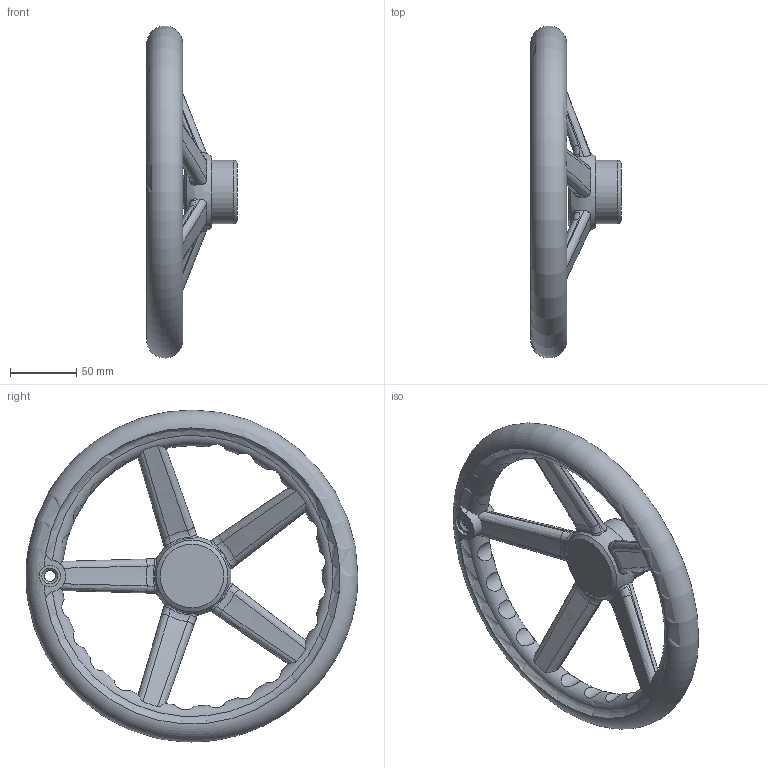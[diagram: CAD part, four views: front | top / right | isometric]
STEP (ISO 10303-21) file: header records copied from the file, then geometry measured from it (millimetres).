
FILE_DESCRIPTION(/* description */ (''),/* implementation_level */ '2;1');
FILE_NAME(/* name */ 'P_250_N.dxf',/* time_stamp */ '2012-11-23T17:27:10+08:00',/* author */ (''),/* organization */ (''),/* preprocessor_version */ 'ST-DEVELOPER v9',/* originating_system */ 'UGS - NX 4.0',/* authorisation */ '');
FILE_SCHEMA (('CONFIG_CONTROL_DESIGN'));
Length unit declared in the file: millimetre
Products named in the file (1): AdmiB4E7xosc
Bounding box: 68 x 249.93 x 249.98 mm (x, y, z)
Volume: 533866.1 mm3; surface area: 93553.5 mm2
Topology: 1 solids, 6 shells, 123 faces, 286 edges, 189 vertices
Faces by surface type: cylinder 40, bspline 33, plane 22, torus 16, cone 12
Full cylindrical faces by diameter (mm): 16.1 x1, 48 x1
Entity records: 7014 total; most frequent: CARTESIAN_POINT 4611, ORIENTED_EDGE 542, DIRECTION 345, EDGE_CURVE 271, VERTEX_POINT 183, B_SPLINE_CURVE_WITH_KNOTS 170, AXIS2_PLACEMENT_3D 159, EDGE_LOOP 156
